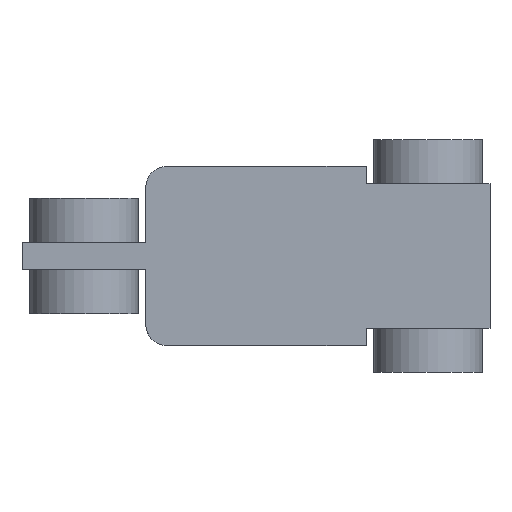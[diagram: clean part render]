
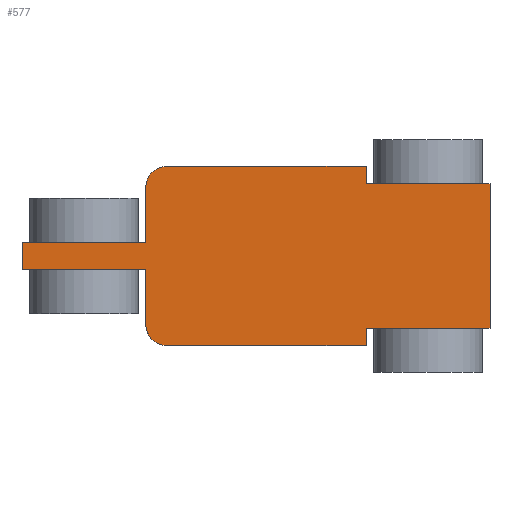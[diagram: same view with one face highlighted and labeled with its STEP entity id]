
A CAD part, top view. The second image highlights one B-rep face of the part: STEP entity #577.
In plain terms, the highlighted planar face has unit normal (0, 0, 1).
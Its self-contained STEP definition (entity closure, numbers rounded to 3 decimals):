
#35=PLANE('',#645);
#69=FACE_OUTER_BOUND('',#107,.T.);
#107=EDGE_LOOP('',(#486,#487,#488,#489,#490,#491,#492,#493,#494,#495,#496,
#497,#498,#499));
#125=LINE('',#846,#191);
#140=LINE('',#880,#206);
#143=LINE('',#891,#209);
#144=LINE('',#894,#210);
#148=LINE('',#906,#214);
#150=LINE('',#910,#216);
#152=LINE('',#914,#218);
#154=LINE('',#917,#220);
#155=LINE('',#920,#221);
#157=LINE('',#923,#223);
#158=LINE('',#926,#224);
#160=LINE('',#929,#226);
#191=VECTOR('',#689,10.);
#206=VECTOR('',#714,10.);
#209=VECTOR('',#727,10.);
#210=VECTOR('',#730,10.);
#214=VECTOR('',#742,10.);
#216=VECTOR('',#746,10.);
#218=VECTOR('',#750,10.);
#220=VECTOR('',#754,10.);
#221=VECTOR('',#757,10.);
#223=VECTOR('',#761,10.);
#224=VECTOR('',#764,10.);
#226=VECTOR('',#768,10.);
#255=CIRCLE('',#620,15.);
#258=CIRCLE('',#626,15.);
#267=VERTEX_POINT('',#833);
#268=VERTEX_POINT('',#834);
#272=VERTEX_POINT('',#844);
#284=VERTEX_POINT('',#872);
#285=VERTEX_POINT('',#873);
#286=VERTEX_POINT('',#878);
#289=VERTEX_POINT('',#889);
#290=VERTEX_POINT('',#893);
#293=VERTEX_POINT('',#903);
#294=VERTEX_POINT('',#905);
#295=VERTEX_POINT('',#909);
#296=VERTEX_POINT('',#913);
#297=VERTEX_POINT('',#919);
#298=VERTEX_POINT('',#925);
#321=EDGE_CURVE('',#267,#268,#255,.T.);
#327=EDGE_CURVE('',#267,#272,#125,.T.);
#340=EDGE_CURVE('',#284,#285,#258,.T.);
#344=EDGE_CURVE('',#284,#286,#140,.T.);
#349=EDGE_CURVE('',#286,#289,#143,.T.);
#350=EDGE_CURVE('',#290,#268,#144,.T.);
#356=EDGE_CURVE('',#294,#293,#148,.T.);
#358=EDGE_CURVE('',#295,#294,#150,.T.);
#360=EDGE_CURVE('',#296,#295,#152,.T.);
#362=EDGE_CURVE('',#272,#296,#154,.T.);
#363=EDGE_CURVE('',#297,#290,#155,.T.);
#365=EDGE_CURVE('',#289,#297,#157,.T.);
#366=EDGE_CURVE('',#298,#285,#158,.T.);
#368=EDGE_CURVE('',#293,#298,#160,.T.);
#486=ORIENTED_EDGE('',*,*,#321,.F.);
#487=ORIENTED_EDGE('',*,*,#327,.T.);
#488=ORIENTED_EDGE('',*,*,#362,.T.);
#489=ORIENTED_EDGE('',*,*,#360,.T.);
#490=ORIENTED_EDGE('',*,*,#358,.T.);
#491=ORIENTED_EDGE('',*,*,#356,.T.);
#492=ORIENTED_EDGE('',*,*,#368,.T.);
#493=ORIENTED_EDGE('',*,*,#366,.T.);
#494=ORIENTED_EDGE('',*,*,#340,.F.);
#495=ORIENTED_EDGE('',*,*,#344,.T.);
#496=ORIENTED_EDGE('',*,*,#349,.T.);
#497=ORIENTED_EDGE('',*,*,#365,.T.);
#498=ORIENTED_EDGE('',*,*,#363,.T.);
#499=ORIENTED_EDGE('',*,*,#350,.T.);
#577=ADVANCED_FACE('',(#69),#35,.T.);
#620=AXIS2_PLACEMENT_3D('',#835,#679,#680);
#626=AXIS2_PLACEMENT_3D('',#874,#707,#708);
#645=AXIS2_PLACEMENT_3D('',#930,#769,#770);
#679=DIRECTION('center_axis',(0.,0.,-1.));
#680=DIRECTION('ref_axis',(-0.707,-0.707,0.));
#689=DIRECTION('',(1.,0.,0.));
#707=DIRECTION('center_axis',(0.,0.,-1.));
#708=DIRECTION('ref_axis',(-0.707,0.707,0.));
#714=DIRECTION('',(0.,-1.,0.));
#727=DIRECTION('',(-1.,0.,0.));
#730=DIRECTION('',(0.,-1.,0.));
#742=DIRECTION('',(-1.,0.,0.));
#746=DIRECTION('',(0.,1.,0.));
#750=DIRECTION('',(1.,0.,0.));
#754=DIRECTION('',(0.,1.,0.));
#757=DIRECTION('',(1.,0.,0.));
#761=DIRECTION('',(0.,-1.,0.));
#764=DIRECTION('',(-1.,0.,0.));
#768=DIRECTION('',(0.,1.,0.));
#769=DIRECTION('center_axis',(0.,0.,1.));
#770=DIRECTION('ref_axis',(1.,0.,0.));
#833=CARTESIAN_POINT('',(-65.,-65.,42.5));
#834=CARTESIAN_POINT('',(-80.,-50.,42.5));
#835=CARTESIAN_POINT('Origin',(-65.,-50.,42.5));
#844=CARTESIAN_POINT('',(80.,-65.,42.5));
#846=CARTESIAN_POINT('',(-80.,-65.,42.5));
#872=CARTESIAN_POINT('',(-80.,50.,42.5));
#873=CARTESIAN_POINT('',(-65.,65.,42.5));
#874=CARTESIAN_POINT('Origin',(-65.,50.,42.5));
#878=CARTESIAN_POINT('',(-80.,10.,42.5));
#880=CARTESIAN_POINT('',(-80.,65.,42.5));
#889=CARTESIAN_POINT('',(-170.,10.,42.5));
#891=CARTESIAN_POINT('',(-80.,10.,42.5));
#893=CARTESIAN_POINT('',(-80.,-10.,42.5));
#894=CARTESIAN_POINT('',(-80.,-10.,42.5));
#903=CARTESIAN_POINT('',(80.,52.5,42.5));
#905=CARTESIAN_POINT('',(170.,52.5,42.5));
#906=CARTESIAN_POINT('',(170.,52.5,42.5));
#909=CARTESIAN_POINT('',(170.,-52.5,42.5));
#910=CARTESIAN_POINT('',(170.,-52.5,42.5));
#913=CARTESIAN_POINT('',(80.,-52.5,42.5));
#914=CARTESIAN_POINT('',(80.,-52.5,42.5));
#917=CARTESIAN_POINT('',(80.,-65.,42.5));
#919=CARTESIAN_POINT('',(-170.,-10.,42.5));
#920=CARTESIAN_POINT('',(-170.,-10.,42.5));
#923=CARTESIAN_POINT('',(-170.,10.,42.5));
#925=CARTESIAN_POINT('',(80.,65.,42.5));
#926=CARTESIAN_POINT('',(80.,65.,42.5));
#929=CARTESIAN_POINT('',(80.,52.5,42.5));
#930=CARTESIAN_POINT('Origin',(0.,0.,42.5));
